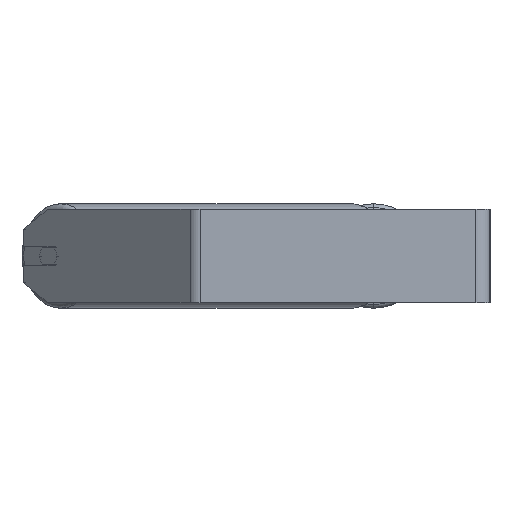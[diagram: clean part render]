
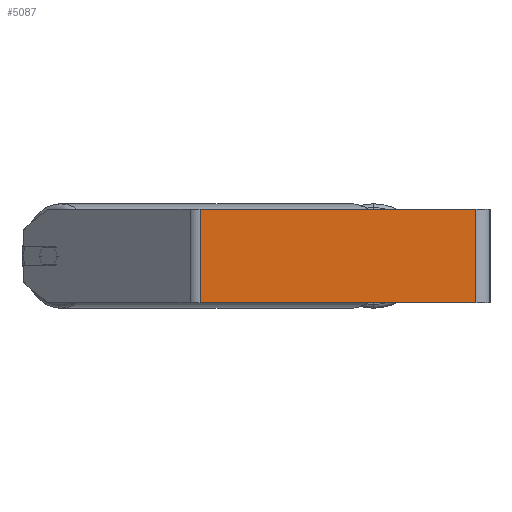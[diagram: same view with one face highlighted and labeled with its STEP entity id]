
A CAD part, left-side view. The second image highlights one B-rep face of the part: STEP entity #5087.
In plain terms, the highlighted planar face has unit normal (-1, 0, 0).
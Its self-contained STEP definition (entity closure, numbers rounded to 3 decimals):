
#575 = LINE ( 'NONE', #3850, #4648 ) ;
#742 = PLANE ( 'NONE',  #5096 ) ;
#1585 = CARTESIAN_POINT ( 'NONE',  ( -605., 251.886, 40. ) ) ;
#1647 = EDGE_CURVE ( 'NONE', #5165, #3379, #4113, .T. ) ;
#1667 = LINE ( 'NONE', #4319, #2701 ) ;
#2243 = LINE ( 'NONE', #1585, #5101 ) ;
#2290 = DIRECTION ( 'NONE',  ( 0., 0., -1. ) ) ;
#2701 = VECTOR ( 'NONE', #2290, 1000. ) ;
#2861 = DIRECTION ( 'NONE',  ( 1., 0., 0. ) ) ;
#3322 = EDGE_CURVE ( 'NONE', #5893, #3379, #575, .T. ) ;
#3379 = VERTEX_POINT ( 'NONE', #3987 ) ;
#3850 = CARTESIAN_POINT ( 'NONE',  ( -605., 251.886, -40. ) ) ;
#3987 = CARTESIAN_POINT ( 'NONE',  ( -605., 12., -40. ) ) ;
#4001 = VERTEX_POINT ( 'NONE', #7685 ) ;
#4113 = LINE ( 'NONE', #6815, #8331 ) ;
#4319 = CARTESIAN_POINT ( 'NONE',  ( -605., 246.916, 40. ) ) ;
#4648 = VECTOR ( 'NONE', #8006, 1000. ) ;
#4811 = DIRECTION ( 'NONE',  ( 0., 0., -1. ) ) ;
#4934 = EDGE_LOOP ( 'NONE', ( #8106, #6422, #8338, #7380 ) ) ;
#5087 = ADVANCED_FACE ( 'NONE', ( #6264 ), #742, .F. ) ;
#5096 = AXIS2_PLACEMENT_3D ( 'NONE', #6806, #2861, #4811 ) ;
#5101 = VECTOR ( 'NONE', #6982, 1000. ) ;
#5165 = VERTEX_POINT ( 'NONE', #7596 ) ;
#5232 = CARTESIAN_POINT ( 'NONE',  ( -605., 246.916, -40. ) ) ;
#5257 = EDGE_CURVE ( 'NONE', #4001, #5893, #1667, .T. ) ;
#5315 = EDGE_CURVE ( 'NONE', #4001, #5165, #2243, .T. ) ;
#5893 = VERTEX_POINT ( 'NONE', #5232 ) ;
#6181 = DIRECTION ( 'NONE',  ( 0., 0., -1. ) ) ;
#6264 = FACE_OUTER_BOUND ( 'NONE', #4934, .T. ) ;
#6422 = ORIENTED_EDGE ( 'NONE', *, *, #1647, .F. ) ;
#6806 = CARTESIAN_POINT ( 'NONE',  ( -605., 251.886, 40. ) ) ;
#6815 = CARTESIAN_POINT ( 'NONE',  ( -605., 12., 40. ) ) ;
#6982 = DIRECTION ( 'NONE',  ( 0., -1., 0. ) ) ;
#7380 = ORIENTED_EDGE ( 'NONE', *, *, #5257, .T. ) ;
#7596 = CARTESIAN_POINT ( 'NONE',  ( -605., 12., 40. ) ) ;
#7685 = CARTESIAN_POINT ( 'NONE',  ( -605., 246.916, 40. ) ) ;
#8006 = DIRECTION ( 'NONE',  ( 0., -1., 0. ) ) ;
#8106 = ORIENTED_EDGE ( 'NONE', *, *, #3322, .T. ) ;
#8331 = VECTOR ( 'NONE', #6181, 1000. ) ;
#8338 = ORIENTED_EDGE ( 'NONE', *, *, #5315, .F. ) ;
